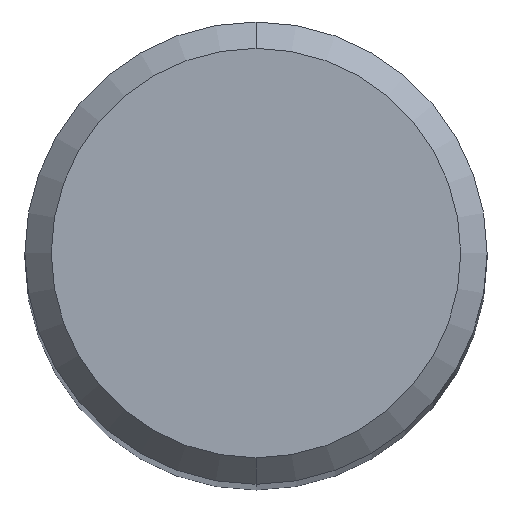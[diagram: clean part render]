
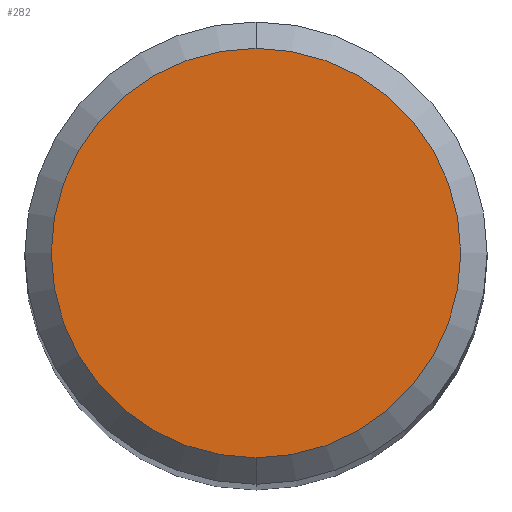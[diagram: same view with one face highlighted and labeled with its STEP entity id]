
A CAD part, top view. The second image highlights one B-rep face of the part: STEP entity #282.
In plain terms, the highlighted planar face has unit normal (0, 0, 1).
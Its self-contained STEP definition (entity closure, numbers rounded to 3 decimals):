
#276=EDGE_CURVE('',#336,#288,#590,.T.);
#282=ADVANCED_FACE('',(#597),#598,.T.);
#288=VERTEX_POINT('',#604);
#336=VERTEX_POINT('',#656);
#366=EDGE_CURVE('',#288,#336,#690,.T.);
#590=CIRCLE('',#1012,3.1);
#597=FACE_OUTER_BOUND('',#1020,.T.);
#598=PLANE('',#1021);
#604=CARTESIAN_POINT('',(0.0,3.1,0.0));
#656=CARTESIAN_POINT('',(0.,-3.1,0.0));
#690=CIRCLE('',#1258,3.1);
#1012=AXIS2_PLACEMENT_3D('',#1556,#1557,#1558);
#1020=EDGE_LOOP('',(#1571,#1572));
#1021=AXIS2_PLACEMENT_3D('',#1573,#1574,#1575);
#1258=AXIS2_PLACEMENT_3D('',#1682,#1683,#1684);
#1556=CARTESIAN_POINT('',(0.0,0.0,0.0));
#1557=DIRECTION('',(0.0,0.0,-1.0));
#1558=DIRECTION('',(0.0,1.0,0.0));
#1571=ORIENTED_EDGE('',*,*,#366,.F.);
#1572=ORIENTED_EDGE('',*,*,#276,.F.);
#1573=CARTESIAN_POINT('',(0.0,1.55,0.0));
#1574=DIRECTION('',(-0.0,0.0,1.0));
#1575=DIRECTION('',(0.0,-1.0,0.0));
#1682=CARTESIAN_POINT('',(0.0,0.0,0.0));
#1683=DIRECTION('',(0.0,0.0,-1.0));
#1684=DIRECTION('',(0.0,1.0,0.0));
